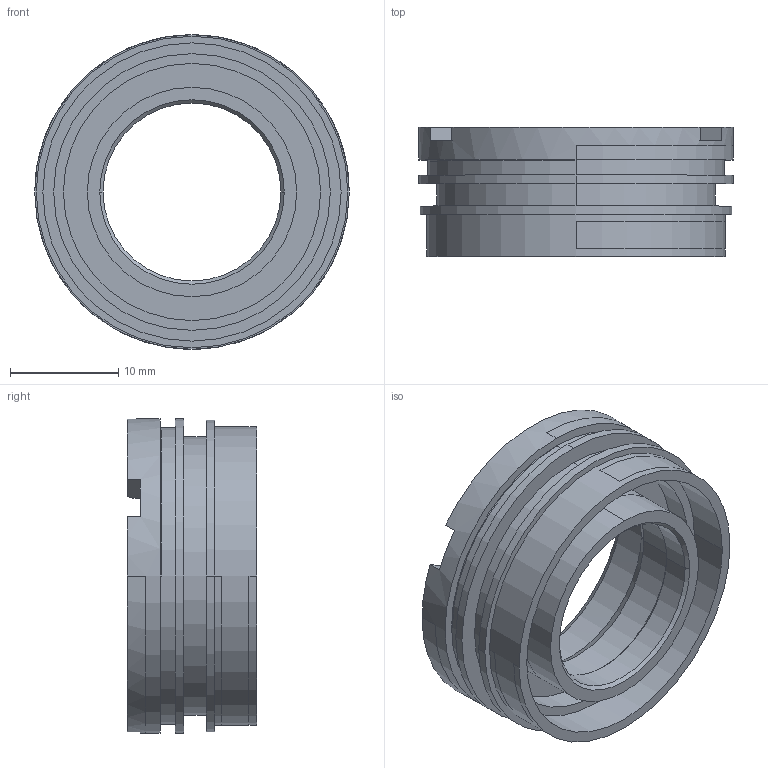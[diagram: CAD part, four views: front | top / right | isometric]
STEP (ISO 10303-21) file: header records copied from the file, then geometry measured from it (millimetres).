
FILE_DESCRIPTION((''),'2;1');
FILE_NAME('DD-14-005292','2025-05-28T11:36:57',('lishuaijun5'),(''),'CREO PARAMETRIC BY PTC INC, 2020044','CREO PARAMETRIC BY PTC INC, 2020044','');
FILE_SCHEMA(('AUTOMOTIVE_DESIGN { 1 0 10303 214 1 1 1 1 }'));
Length unit declared in the file: millimetre
Products named in the file (1): DD-14-005292
Bounding box: 29 x 11.9 x 29 mm (x, y, z)
Volume: 2521.4 mm3; surface area: 3847.9 mm2
Topology: 1 solids, 1 shells, 72 faces, 183 edges, 123 vertices
Faces by surface type: cylinder 30, plane 25, cone 17
Entity records: 2311 total; most frequent: DIRECTION 416, CARTESIAN_POINT 391, ORIENTED_EDGE 362, EDGE_CURVE 181, AXIS2_PLACEMENT_3D 169, VERTEX_POINT 123, CIRCLE 97, EDGE_LOOP 86
